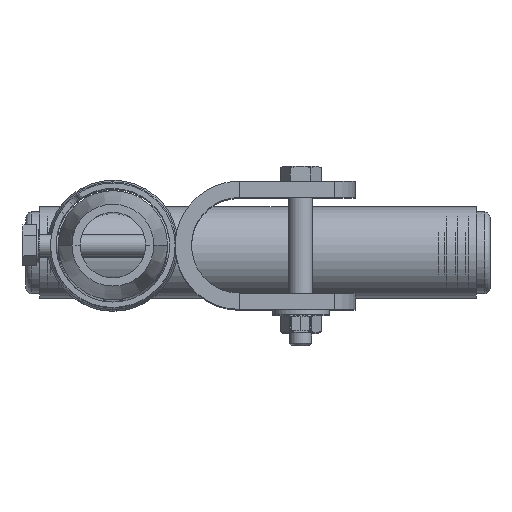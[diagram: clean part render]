
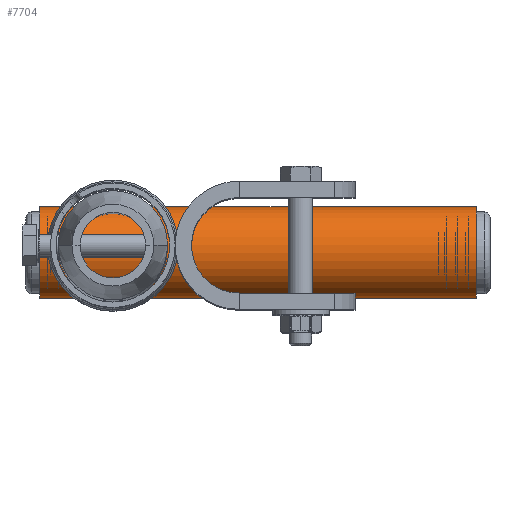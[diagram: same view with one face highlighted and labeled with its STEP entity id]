
A CAD part, top view. The second image highlights one B-rep face of the part: STEP entity #7704.
In plain terms, the highlighted cylindrical face has radius 16.85 mm (diameter 33.7 mm), a partial arc.
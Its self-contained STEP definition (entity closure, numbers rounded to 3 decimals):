
#309 = CARTESIAN_POINT ( 'NONE',  ( 48.777, 11.317, -823.832 ) ) ;
#588 = CARTESIAN_POINT ( 'NONE',  ( 48.777, -5.533, -823.832 ) ) ;
#1273 = CIRCLE ( 'NONE', #9434, 16.85 ) ;
#2061 = DIRECTION ( 'NONE',  ( 0., 1., 0. ) ) ;
#2986 = CARTESIAN_POINT ( 'NONE',  ( -111.223, 11.317, -823.832 ) ) ;
#3337 = DIRECTION ( 'NONE',  ( -1., 0., 0. ) ) ;
#3506 = DIRECTION ( 'NONE',  ( 0., 1., 0. ) ) ;
#4165 = FACE_OUTER_BOUND ( 'NONE', #14252, .T. ) ;
#4493 = DIRECTION ( 'NONE',  ( -1., 0., 0. ) ) ;
#4622 = DIRECTION ( 'NONE',  ( 1., 0., 0. ) ) ;
#5090 = EDGE_CURVE ( 'NONE', #16169, #9594, #9451, .T. ) ;
#5663 = VECTOR ( 'NONE', #3337, 1000. ) ;
#5852 = CARTESIAN_POINT ( 'NONE',  ( -111.223, -5.533, -823.832 ) ) ;
#5943 = DIRECTION ( 'NONE',  ( 1., 0., 0. ) ) ;
#6668 = EDGE_CURVE ( 'NONE', #13598, #16169, #15507, .T. ) ;
#7060 = DIRECTION ( 'NONE',  ( -1., 0., 0. ) ) ;
#7261 = VECTOR ( 'NONE', #7060, 1000. ) ;
#7704 = ADVANCED_FACE ( 'NONE', ( #4165 ), #14769, .T. ) ;
#9400 = LINE ( 'NONE', #10830, #7261 ) ;
#9434 = AXIS2_PLACEMENT_3D ( 'NONE', #16645, #4622, #2061 ) ;
#9451 = CIRCLE ( 'NONE', #14022, 16.85 ) ;
#9594 = VERTEX_POINT ( 'NONE', #10062 ) ;
#10027 = ORIENTED_EDGE ( 'NONE', *, *, #12648, .F. ) ;
#10062 = CARTESIAN_POINT ( 'NONE',  ( -111.223, -22.383, -823.832 ) ) ;
#10830 = CARTESIAN_POINT ( 'NONE',  ( 48.777, -22.383, -823.832 ) ) ;
#12453 = DIRECTION ( 'NONE',  ( 0., -1., 0. ) ) ;
#12648 = EDGE_CURVE ( 'NONE', #13244, #9594, #9400, .T. ) ;
#13244 = VERTEX_POINT ( 'NONE', #15582 ) ;
#13598 = VERTEX_POINT ( 'NONE', #13614 ) ;
#13614 = CARTESIAN_POINT ( 'NONE',  ( 48.777, 11.317, -823.832 ) ) ;
#14022 = AXIS2_PLACEMENT_3D ( 'NONE', #5852, #5943, #3506 ) ;
#14252 = EDGE_LOOP ( 'NONE', ( #15746, #15791, #14751, #10027 ) ) ;
#14751 = ORIENTED_EDGE ( 'NONE', *, *, #5090, .T. ) ;
#14769 = CYLINDRICAL_SURFACE ( 'NONE', #16182, 16.85 ) ;
#15507 = LINE ( 'NONE', #309, #5663 ) ;
#15582 = CARTESIAN_POINT ( 'NONE',  ( 48.777, -22.383, -823.832 ) ) ;
#15746 = ORIENTED_EDGE ( 'NONE', *, *, #16898, .F. ) ;
#15791 = ORIENTED_EDGE ( 'NONE', *, *, #6668, .T. ) ;
#16169 = VERTEX_POINT ( 'NONE', #2986 ) ;
#16182 = AXIS2_PLACEMENT_3D ( 'NONE', #588, #4493, #12453 ) ;
#16645 = CARTESIAN_POINT ( 'NONE',  ( 48.777, -5.533, -823.832 ) ) ;
#16898 = EDGE_CURVE ( 'NONE', #13598, #13244, #1273, .T. ) ;
